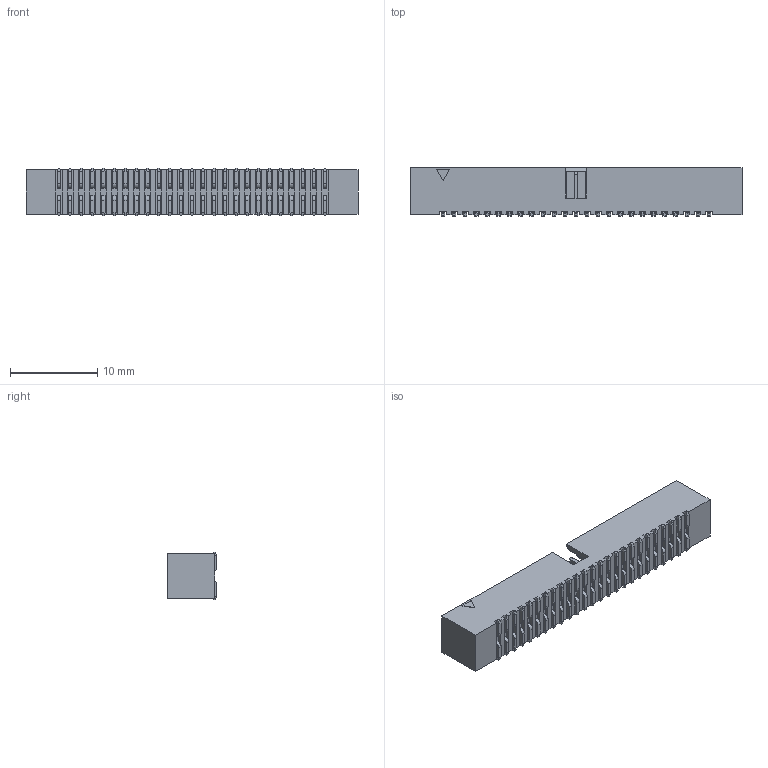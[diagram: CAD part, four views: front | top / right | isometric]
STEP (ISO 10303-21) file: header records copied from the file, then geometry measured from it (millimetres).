
FILE_DESCRIPTION (( 'STEP AP214' ), '1' );
FILE_NAME ('3220-50-0300.STEP', '2017-09-04T07:55:45', ( '' ), ( '' ), 'SwSTEP 2.0', 'SolidWorks 2016', '' );
FILE_SCHEMA (( 'AUTOMOTIVE_DESIGN' ));
Length unit declared in the file: millimetre
Products named in the file (3): 3220-50-0300; 00-T-SMT-50_�� 㬮�砭��; 00-H-50_�� 㬮�砭��
Assembly tree (2 placements, depth 2):
  3220-50-0300
    00-H-50_�� 㬮�砭��
    00-T-SMT-50_�� 㬮�砭��
Bounding box: 38.05 x 5.6 x 5.5 mm (x, y, z)
Volume: 578.7 mm3; surface area: 1743.3 mm2
Topology: 51 solids, 51 shells, 1023 faces, 2356 edges, 1436 vertices
Faces by surface type: plane 923, cylinder 100
Entity records: 28509 total; most frequent: CARTESIAN_POINT 4820, ORIENTED_EDGE 4712, DIRECTION 4612, EDGE_CURVE 2356, VECTOR 2156, LINE 2156, VERTEX_POINT 1436, AXIS2_PLACEMENT_3D 1228
